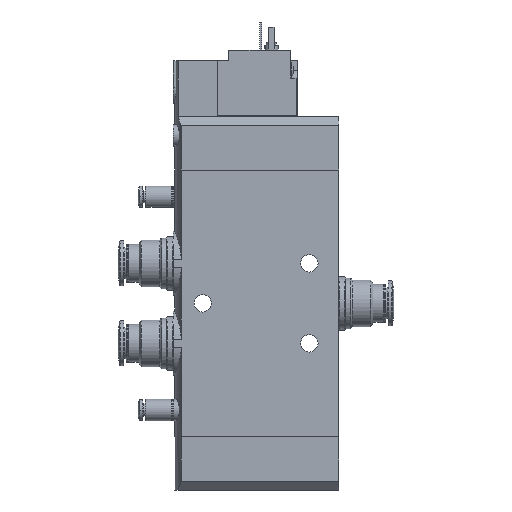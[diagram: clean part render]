
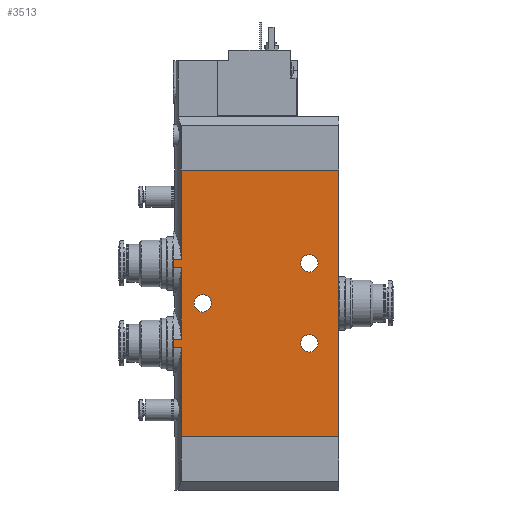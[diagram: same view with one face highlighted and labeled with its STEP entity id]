
A CAD part, left-side view. The second image highlights one B-rep face of the part: STEP entity #3513.
In plain terms, the highlighted face is planar.
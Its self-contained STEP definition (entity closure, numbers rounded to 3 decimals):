
#112=PLANE('',#4395);
#297=CIRCLE('',#4383,3.25);
#299=CIRCLE('',#4386,3.25);
#304=CIRCLE('',#4396,3.25);
#523=ORIENTED_EDGE('',*,*,#1432,.T.);
#524=ORIENTED_EDGE('',*,*,#1457,.T.);
#525=ORIENTED_EDGE('',*,*,#1448,.F.);
#526=ORIENTED_EDGE('',*,*,#1421,.T.);
#527=ORIENTED_EDGE('',*,*,#1434,.T.);
#528=ORIENTED_EDGE('',*,*,#1423,.T.);
#529=ORIENTED_EDGE('',*,*,#1452,.F.);
#530=ORIENTED_EDGE('',*,*,#1413,.T.);
#531=ORIENTED_EDGE('',*,*,#1437,.T.);
#532=ORIENTED_EDGE('',*,*,#1415,.T.);
#533=ORIENTED_EDGE('',*,*,#1444,.F.);
#534=ORIENTED_EDGE('',*,*,#1458,.F.);
#535=ORIENTED_EDGE('',*,*,#1442,.F.);
#536=ORIENTED_EDGE('',*,*,#1440,.F.);
#537=ORIENTED_EDGE('',*,*,#1459,.F.);
#1413=EDGE_CURVE('',#1891,#1890,#2235,.F.);
#1415=EDGE_CURVE('',#1892,#1893,#2236,.T.);
#1421=EDGE_CURVE('',#1899,#1898,#2239,.F.);
#1423=EDGE_CURVE('',#1900,#1901,#2240,.T.);
#1432=EDGE_CURVE('',#1910,#1909,#2244,.T.);
#1434=EDGE_CURVE('',#1898,#1900,#2246,.T.);
#1437=EDGE_CURVE('',#1890,#1892,#2248,.T.);
#1440=EDGE_CURVE('',#1913,#1913,#297,.F.);
#1442=EDGE_CURVE('',#1915,#1915,#299,.F.);
#1444=EDGE_CURVE('',#1917,#1893,#2250,.T.);
#1448=EDGE_CURVE('',#1899,#1920,#2252,.T.);
#1452=EDGE_CURVE('',#1891,#1901,#2254,.T.);
#1457=EDGE_CURVE('',#1909,#1920,#2258,.T.);
#1458=EDGE_CURVE('',#1910,#1917,#2259,.T.);
#1459=EDGE_CURVE('',#1924,#1924,#304,.F.);
#1890=VERTEX_POINT('',#5881);
#1891=VERTEX_POINT('',#5883);
#1892=VERTEX_POINT('',#5897);
#1893=VERTEX_POINT('',#5898);
#1898=VERTEX_POINT('',#5919);
#1899=VERTEX_POINT('',#5921);
#1900=VERTEX_POINT('',#5935);
#1901=VERTEX_POINT('',#5936);
#1909=VERTEX_POINT('',#5963);
#1910=VERTEX_POINT('',#5965);
#1913=VERTEX_POINT('',#5979);
#1915=VERTEX_POINT('',#5984);
#1917=VERTEX_POINT('',#5989);
#1920=VERTEX_POINT('',#6009);
#1924=VERTEX_POINT('',#6039);
#2235=LINE('',#5882,#2473);
#2236=LINE('',#5896,#2474);
#2239=LINE('',#5920,#2477);
#2240=LINE('',#5934,#2478);
#2244=LINE('',#5964,#2482);
#2246=LINE('',#5968,#2484);
#2248=LINE('',#5973,#2486);
#2250=LINE('',#5988,#2488);
#2252=LINE('',#6008,#2490);
#2254=LINE('',#6028,#2492);
#2258=LINE('',#6036,#2496);
#2259=LINE('',#6037,#2497);
#2473=VECTOR('',#4796,1000.);
#2474=VECTOR('',#4799,1000.);
#2477=VECTOR('',#4808,1000.);
#2478=VECTOR('',#4811,1000.);
#2482=VECTOR('',#4825,1000.);
#2484=VECTOR('',#4829,1000.);
#2486=VECTOR('',#4835,1000.);
#2488=VECTOR('',#4853,1000.);
#2490=VECTOR('',#4859,1000.);
#2492=VECTOR('',#4865,1000.);
#2496=VECTOR('',#4875,1000.);
#2497=VECTOR('',#4876,1000.);
#2735=EDGE_LOOP('',(#523,#524,#525,#526,#527,#528,#529,#530,#531,#532,#533,
#534));
#2736=EDGE_LOOP('',(#535));
#2737=EDGE_LOOP('',(#536));
#2738=EDGE_LOOP('',(#537));
#3088=FACE_BOUND('',#2735,.T.);
#3089=FACE_BOUND('',#2736,.T.);
#3090=FACE_BOUND('',#2737,.T.);
#3091=FACE_BOUND('',#2738,.T.);
#3513=ADVANCED_FACE('',(#3088,#3089,#3090,#3091),#112,.F.);
#4383=AXIS2_PLACEMENT_3D('',#5978,#4841,#4842);
#4386=AXIS2_PLACEMENT_3D('',#5983,#4847,#4848);
#4395=AXIS2_PLACEMENT_3D('',#6035,#4873,#4874);
#4396=AXIS2_PLACEMENT_3D('',#6038,#4877,#4878);
#4796=DIRECTION('',(0.,-1.,0.));
#4799=DIRECTION('',(0.,-1.,0.));
#4808=DIRECTION('',(0.,-1.,0.));
#4811=DIRECTION('',(0.,-1.,0.));
#4825=DIRECTION('',(-1.,0.,0.));
#4829=DIRECTION('',(1.,0.,0.));
#4835=DIRECTION('',(1.,0.,0.));
#4841=DIRECTION('',(0.,0.,1.));
#4842=DIRECTION('',(1.,0.,0.));
#4847=DIRECTION('',(0.,0.,1.));
#4848=DIRECTION('',(1.,0.,0.));
#4853=DIRECTION('',(-1.,0.,0.));
#4859=DIRECTION('',(-1.,0.,0.));
#4865=DIRECTION('',(-1.,0.,0.));
#4873=DIRECTION('',(0.,0.,1.));
#4874=DIRECTION('',(1.,0.,0.));
#4875=DIRECTION('',(0.,1.,0.));
#4876=DIRECTION('',(0.,1.,0.));
#4877=DIRECTION('',(0.,0.,1.));
#4878=DIRECTION('',(1.,0.,0.));
#5881=CARTESIAN_POINT('',(63.448,62.,-12.));
#5882=CARTESIAN_POINT('',(63.448,0.,-12.));
#5883=CARTESIAN_POINT('',(63.448,58.995,-12.));
#5896=CARTESIAN_POINT('',(66.552,0.,-12.));
#5897=CARTESIAN_POINT('',(66.552,62.,-12.));
#5898=CARTESIAN_POINT('',(66.552,58.995,-12.));
#5919=CARTESIAN_POINT('',(33.448,62.,-12.));
#5920=CARTESIAN_POINT('',(33.448,0.,-12.));
#5921=CARTESIAN_POINT('',(33.448,58.995,-12.));
#5934=CARTESIAN_POINT('',(36.552,0.,-12.));
#5935=CARTESIAN_POINT('',(36.552,62.,-12.));
#5936=CARTESIAN_POINT('',(36.552,58.995,-12.));
#5963=CARTESIAN_POINT('',(0.,0.,-12.));
#5964=CARTESIAN_POINT('',(100.,0.,-12.));
#5965=CARTESIAN_POINT('',(100.,0.,-12.));
#5968=CARTESIAN_POINT('',(35.,62.,-12.));
#5973=CARTESIAN_POINT('',(65.,62.,-12.));
#5978=CARTESIAN_POINT('',(35.,11.,-12.));
#5979=CARTESIAN_POINT('',(38.25,11.,-12.));
#5983=CARTESIAN_POINT('',(65.,11.,-12.));
#5984=CARTESIAN_POINT('',(68.25,11.,-12.));
#5988=CARTESIAN_POINT('',(100.,58.995,-12.));
#5989=CARTESIAN_POINT('',(100.,58.995,-12.));
#6008=CARTESIAN_POINT('',(100.,58.995,-12.));
#6009=CARTESIAN_POINT('',(0.,58.995,-12.));
#6028=CARTESIAN_POINT('',(100.,58.995,-12.));
#6035=CARTESIAN_POINT('',(100.,0.,-12.));
#6036=CARTESIAN_POINT('',(0.,0.,-12.));
#6037=CARTESIAN_POINT('',(100.,0.,-12.));
#6038=CARTESIAN_POINT('',(50.,51.,-12.));
#6039=CARTESIAN_POINT('',(53.25,51.,-12.));
